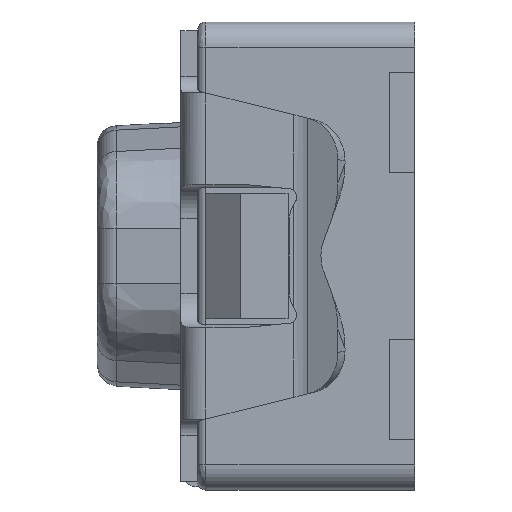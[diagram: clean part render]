
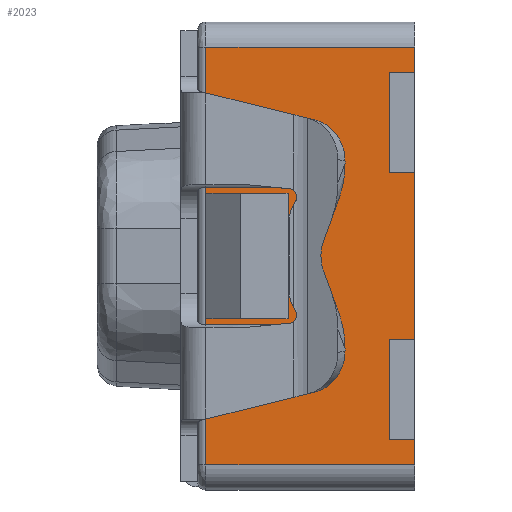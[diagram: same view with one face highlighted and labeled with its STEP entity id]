
A CAD part, left-side view. The second image highlights one B-rep face of the part: STEP entity #2023.
In plain terms, the highlighted planar face has unit normal (-1, 0, 0).
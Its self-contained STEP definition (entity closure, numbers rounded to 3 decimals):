
#31 = EDGE_LOOP ( 'NONE', ( #2174, #2527, #6956, #141, #3199, #7724, #473, #7768, #5218, #2492, #1967, #6345 ) ) ;
#55 = CARTESIAN_POINT ( 'NONE',  ( -1.9, -1.4, -1.25 ) ) ;
#141 = ORIENTED_EDGE ( 'NONE', *, *, #6942, .F. ) ;
#183 = VERTEX_POINT ( 'NONE', #7578 ) ;
#258 = EDGE_CURVE ( 'NONE', #5385, #974, #4815, .T. ) ;
#291 = VECTOR ( 'NONE', #796, 1000. ) ;
#406 = LINE ( 'NONE', #3243, #1142 ) ;
#473 = ORIENTED_EDGE ( 'NONE', *, *, #7447, .F. ) ;
#477 = LINE ( 'NONE', #2293, #4733 ) ;
#536 = EDGE_CURVE ( 'NONE', #183, #7896, #2758, .T. ) ;
#546 = VECTOR ( 'NONE', #2980, 1000. ) ;
#610 = LINE ( 'NONE', #778, #2409 ) ;
#702 = EDGE_CURVE ( 'NONE', #7757, #1185, #5651, .T. ) ;
#712 = CARTESIAN_POINT ( 'NONE',  ( -1.9, -7.52, 0.5 ) ) ;
#778 = CARTESIAN_POINT ( 'NONE',  ( -1.9, -7.52, 1.25 ) ) ;
#790 = LINE ( 'NONE', #712, #5628 ) ;
#796 = DIRECTION ( 'NONE',  ( 0., -1., 0. ) ) ;
#974 = VERTEX_POINT ( 'NONE', #2674 ) ;
#1084 = CARTESIAN_POINT ( 'NONE',  ( -1.9, -1.4, -1.25 ) ) ;
#1142 = VECTOR ( 'NONE', #1401, 1000. ) ;
#1145 = CARTESIAN_POINT ( 'NONE',  ( -1.9, -0.15, 1.25 ) ) ;
#1185 = VERTEX_POINT ( 'NONE', #2020 ) ;
#1210 = CARTESIAN_POINT ( 'NONE',  ( -1.9, -1.25, 1.1 ) ) ;
#1261 = CARTESIAN_POINT ( 'NONE',  ( -1.9, -7.52, -0.5 ) ) ;
#1294 = DIRECTION ( 'NONE',  ( 0., 0., -1. ) ) ;
#1359 = CARTESIAN_POINT ( 'NONE',  ( -1.9, -1.25, 0.5 ) ) ;
#1401 = DIRECTION ( 'NONE',  ( 0., 1., 0. ) ) ;
#1519 = VERTEX_POINT ( 'NONE', #1210 ) ;
#1535 = EDGE_CURVE ( 'NONE', #3522, #5385, #610, .T. ) ;
#1585 = CARTESIAN_POINT ( 'NONE',  ( -1.9, -1.4, 1.25 ) ) ;
#1758 = DIRECTION ( 'NONE',  ( 0., 0., -1. ) ) ;
#1785 = CARTESIAN_POINT ( 'NONE',  ( -1.9, -1.4, 0.5 ) ) ;
#1893 = DIRECTION ( 'NONE',  ( 1., 0., 0. ) ) ;
#1902 = DIRECTION ( 'NONE',  ( 0., 1., 0. ) ) ;
#1937 = PLANE ( 'NONE',  #6410 ) ;
#1944 = DIRECTION ( 'NONE',  ( 0., -1., 0. ) ) ;
#1967 = ORIENTED_EDGE ( 'NONE', *, *, #2229, .F. ) ;
#1977 = EDGE_CURVE ( 'NONE', #1185, #6826, #6289, .T. ) ;
#2020 = CARTESIAN_POINT ( 'NONE',  ( -1.9, -1.25, -0.5 ) ) ;
#2023 = ADVANCED_FACE ( 'NONE', ( #7462 ), #1937, .F. ) ;
#2174 = ORIENTED_EDGE ( 'NONE', *, *, #6358, .F. ) ;
#2229 = EDGE_CURVE ( 'NONE', #7896, #4900, #477, .T. ) ;
#2293 = CARTESIAN_POINT ( 'NONE',  ( -1.9, -7.52, -1.25 ) ) ;
#2303 = VECTOR ( 'NONE', #1758, 1000. ) ;
#2409 = VECTOR ( 'NONE', #5032, 1000. ) ;
#2492 = ORIENTED_EDGE ( 'NONE', *, *, #4648, .F. ) ;
#2519 = LINE ( 'NONE', #5136, #291 ) ;
#2527 = ORIENTED_EDGE ( 'NONE', *, *, #1977, .F. ) ;
#2674 = CARTESIAN_POINT ( 'NONE',  ( -1.9, -1.4, 1.1 ) ) ;
#2758 = LINE ( 'NONE', #4011, #5654 ) ;
#2771 = DIRECTION ( 'NONE',  ( 0., 0., 1. ) ) ;
#2980 = DIRECTION ( 'NONE',  ( 0., 0., -1. ) ) ;
#3199 = ORIENTED_EDGE ( 'NONE', *, *, #7933, .F. ) ;
#3219 = LINE ( 'NONE', #3457, #7878 ) ;
#3243 = CARTESIAN_POINT ( 'NONE',  ( -1.9, -7.52, 1.1 ) ) ;
#3338 = CARTESIAN_POINT ( 'NONE',  ( -1.9, -1.25, -1.1 ) ) ;
#3457 = CARTESIAN_POINT ( 'NONE',  ( -1.9, -0.15, -1.25 ) ) ;
#3522 = VERTEX_POINT ( 'NONE', #1145 ) ;
#3623 = CARTESIAN_POINT ( 'NONE',  ( -1.9, -1.25, -1.25 ) ) ;
#3755 = CARTESIAN_POINT ( 'NONE',  ( -1.9, -7.52, -1.25 ) ) ;
#3798 = DIRECTION ( 'NONE',  ( 0., 0., -1. ) ) ;
#3867 = VECTOR ( 'NONE', #1902, 1000. ) ;
#3931 = DIRECTION ( 'NONE',  ( 0., 0., -1. ) ) ;
#4011 = CARTESIAN_POINT ( 'NONE',  ( -1.9, -1.4, -1.25 ) ) ;
#4498 = EDGE_CURVE ( 'NONE', #1519, #4898, #6118, .T. ) ;
#4648 = EDGE_CURVE ( 'NONE', #4900, #3522, #3219, .T. ) ;
#4733 = VECTOR ( 'NONE', #7138, 1000. ) ;
#4815 = LINE ( 'NONE', #7277, #2303 ) ;
#4859 = VECTOR ( 'NONE', #3798, 1000. ) ;
#4898 = VERTEX_POINT ( 'NONE', #1359 ) ;
#4900 = VERTEX_POINT ( 'NONE', #6354 ) ;
#5032 = DIRECTION ( 'NONE',  ( 0., -1., 0. ) ) ;
#5136 = CARTESIAN_POINT ( 'NONE',  ( -1.9, -7.52, -1.1 ) ) ;
#5139 = VERTEX_POINT ( 'NONE', #1785 ) ;
#5218 = ORIENTED_EDGE ( 'NONE', *, *, #1535, .F. ) ;
#5385 = VERTEX_POINT ( 'NONE', #1585 ) ;
#5602 = CARTESIAN_POINT ( 'NONE',  ( -1.9, -1.25, -1.25 ) ) ;
#5628 = VECTOR ( 'NONE', #1944, 1000. ) ;
#5651 = LINE ( 'NONE', #1261, #3867 ) ;
#5654 = VECTOR ( 'NONE', #3931, 1000. ) ;
#6118 = LINE ( 'NONE', #3623, #546 ) ;
#6289 = LINE ( 'NONE', #5602, #4859 ) ;
#6345 = ORIENTED_EDGE ( 'NONE', *, *, #536, .F. ) ;
#6354 = CARTESIAN_POINT ( 'NONE',  ( -1.9, -0.15, -1.25 ) ) ;
#6358 = EDGE_CURVE ( 'NONE', #6826, #183, #2519, .T. ) ;
#6410 = AXIS2_PLACEMENT_3D ( 'NONE', #3755, #1893, #1294 ) ;
#6663 = CARTESIAN_POINT ( 'NONE',  ( -1.9, -1.4, -0.5 ) ) ;
#6826 = VERTEX_POINT ( 'NONE', #3338 ) ;
#6932 = VECTOR ( 'NONE', #7859, 1000. ) ;
#6942 = EDGE_CURVE ( 'NONE', #5139, #7757, #7374, .T. ) ;
#6956 = ORIENTED_EDGE ( 'NONE', *, *, #702, .F. ) ;
#7138 = DIRECTION ( 'NONE',  ( 0., 1., 0. ) ) ;
#7277 = CARTESIAN_POINT ( 'NONE',  ( -1.9, -1.4, -1.25 ) ) ;
#7374 = LINE ( 'NONE', #1084, #6932 ) ;
#7447 = EDGE_CURVE ( 'NONE', #974, #1519, #406, .T. ) ;
#7462 = FACE_OUTER_BOUND ( 'NONE', #31, .T. ) ;
#7578 = CARTESIAN_POINT ( 'NONE',  ( -1.9, -1.4, -1.1 ) ) ;
#7724 = ORIENTED_EDGE ( 'NONE', *, *, #4498, .F. ) ;
#7757 = VERTEX_POINT ( 'NONE', #6663 ) ;
#7768 = ORIENTED_EDGE ( 'NONE', *, *, #258, .F. ) ;
#7859 = DIRECTION ( 'NONE',  ( 0., 0., -1. ) ) ;
#7878 = VECTOR ( 'NONE', #2771, 1000. ) ;
#7896 = VERTEX_POINT ( 'NONE', #55 ) ;
#7933 = EDGE_CURVE ( 'NONE', #4898, #5139, #790, .T. ) ;
